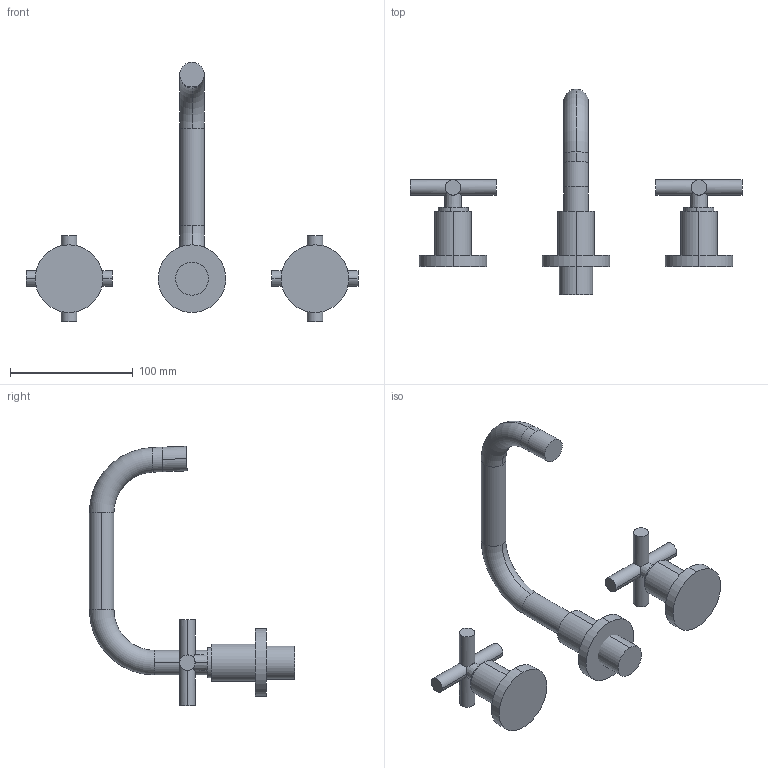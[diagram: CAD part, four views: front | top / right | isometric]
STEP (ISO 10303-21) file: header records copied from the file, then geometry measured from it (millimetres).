
FILE_DESCRIPTION (( 'STEP AP214' ), '1' );
FILE_NAME ('20705892.STEP', '2022-05-20T09:13:10', ( '' ), ( '' ), 'SwSTEP 2.0', 'SolidWorks 2020', '' );
FILE_SCHEMA (( 'AUTOMOTIVE_DESIGN' ));
Length unit declared in the file: millimetre
Products named in the file (11): Planungsmodell_Rosette-+-09.27.89.105.90-1; Planungsmodell_Haube-+-09.21.02.140.90-1; Planungsmodell_Auslauf-+-04.28.22.370.00.90-1; Planungsmodell_Griff-+-09.20.89.010-1; Planungsmodell_Anschluss-+-09.11.10.101.90-1; Planungsmodell_Huelse-+-09.23.01.028.90-1; Planungsmodell_Aufnahme-+-09.12.12.219.90-1; Planungsmodell_Griff-+-04.20.89.010.00-1; 20705892; Planungsmodell_Rohr-+-09.28.22.370.90-1
Assembly tree (15 placements, depth 3):
  20705892
    Planungsmodell_Rosette-+-09.27.89.105.90-1  x3
    Planungsmodell_Anschluss-+-09.11.10.101.90-1
    Planungsmodell_Auslauf-+-04.28.22.370.00.90-1
      Planungsmodell_Rohr-+-09.28.22.370.90-1
      Planungsmodell_Huelse-+-09.23.01.028.90-1
    Planungsmodell_Haube-+-09.21.02.140.90-1  x2
    Planungsmodell_Griff-+-04.20.89.010.00-1
      Planungsmodell_Griff-+-09.20.89.010-1
      Planungsmodell_Aufnahme-+-09.12.12.219.90-1
    Planungsmodell_Griff-+-04.20.89.010.00-1
      Planungsmodell_Griff-+-09.20.89.010-1
      Planungsmodell_Aufnahme-+-09.12.12.219.90-1
Bounding box: 270 x 167 x 210.93 mm (x, y, z)
Volume: 297810.5 mm3; surface area: 72267.6 mm2
Topology: 12 solids, 12 shells, 99 faces, 192 edges, 124 vertices
Faces by surface type: cylinder 54, plane 37, torus 4, cone 4
Entity records: 2124 total; most frequent: CARTESIAN_POINT 397, DIRECTION 330, ORIENTED_EDGE 232, AXIS2_PLACEMENT_3D 148, EDGE_CURVE 116, VERTEX_POINT 75, CIRCLE 68, EDGE_LOOP 63
